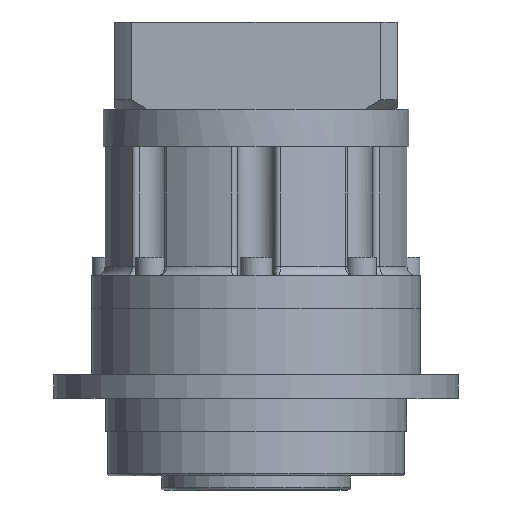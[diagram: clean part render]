
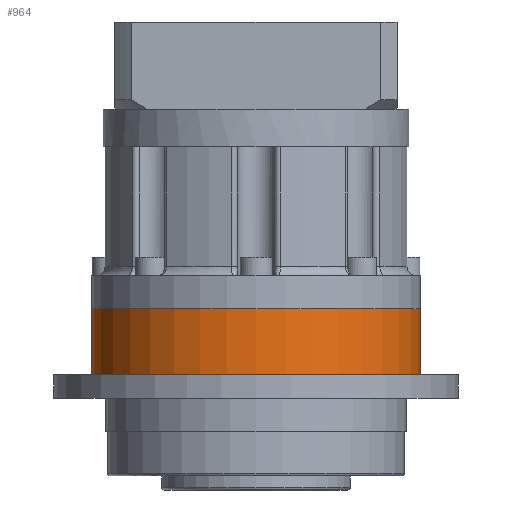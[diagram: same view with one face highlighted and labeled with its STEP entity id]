
A CAD part, front view. The second image highlights one B-rep face of the part: STEP entity #964.
In plain terms, the highlighted cylindrical face has radius 35 mm (diameter 70 mm), a partial arc.
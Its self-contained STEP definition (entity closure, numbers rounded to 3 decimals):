
#43 = CIRCLE ( 'NONE', #2192, 35. ) ;
#477 = AXIS2_PLACEMENT_3D ( 'NONE', #12016, #5969, #13035 ) ;
#964 = ADVANCED_FACE ( 'NONE', ( #11236 ), #8244, .T. ) ;
#1666 = VECTOR ( 'NONE', #7686, 1000. ) ;
#1923 = AXIS2_PLACEMENT_3D ( 'NONE', #11611, #2477, #10568 ) ;
#2036 = CARTESIAN_POINT ( 'NONE',  ( 35., 0., -56.5 ) ) ;
#2184 = VERTEX_POINT ( 'NONE', #4697 ) ;
#2192 = AXIS2_PLACEMENT_3D ( 'NONE', #9870, #3796, #10881 ) ;
#2281 = ORIENTED_EDGE ( 'NONE', *, *, #12742, .F. ) ;
#2477 = DIRECTION ( 'NONE',  ( 0., 0., 1. ) ) ;
#3532 = DIRECTION ( 'NONE',  ( 0., 0., 1. ) ) ;
#3796 = DIRECTION ( 'NONE',  ( 0., 0., -1. ) ) ;
#3848 = VERTEX_POINT ( 'NONE', #2036 ) ;
#4024 = ORIENTED_EDGE ( 'NONE', *, *, #9083, .T. ) ;
#4283 = VERTEX_POINT ( 'NONE', #7740 ) ;
#4424 = EDGE_CURVE ( 'NONE', #6734, #4283, #6656, .T. ) ;
#4666 = LINE ( 'NONE', #6646, #1666 ) ;
#4697 = CARTESIAN_POINT ( 'NONE',  ( -35., 0., -56.5 ) ) ;
#5635 = LINE ( 'NONE', #6576, #8339 ) ;
#5969 = DIRECTION ( 'NONE',  ( 0., 0., 1. ) ) ;
#6011 = ORIENTED_EDGE ( 'NONE', *, *, #7662, .F. ) ;
#6576 = CARTESIAN_POINT ( 'NONE',  ( -35., 0., -56.5 ) ) ;
#6646 = CARTESIAN_POINT ( 'NONE',  ( 35., 0., -56.5 ) ) ;
#6656 = CIRCLE ( 'NONE', #477, 35. ) ;
#6734 = VERTEX_POINT ( 'NONE', #10102 ) ;
#7597 = ORIENTED_EDGE ( 'NONE', *, *, #4424, .F. ) ;
#7662 = EDGE_CURVE ( 'NONE', #2184, #6734, #5635, .T. ) ;
#7686 = DIRECTION ( 'NONE',  ( 0., 0., 1. ) ) ;
#7740 = CARTESIAN_POINT ( 'NONE',  ( 35., 0., -42.5 ) ) ;
#8244 = CYLINDRICAL_SURFACE ( 'NONE', #1923, 35. ) ;
#8339 = VECTOR ( 'NONE', #3532, 1000. ) ;
#9083 = EDGE_CURVE ( 'NONE', #3848, #4283, #4666, .T. ) ;
#9870 = CARTESIAN_POINT ( 'NONE',  ( 0., 0., -56.5 ) ) ;
#10102 = CARTESIAN_POINT ( 'NONE',  ( -35., 0., -42.5 ) ) ;
#10568 = DIRECTION ( 'NONE',  ( 1., 0., 0. ) ) ;
#10881 = DIRECTION ( 'NONE',  ( -1., 0., 0. ) ) ;
#11236 = FACE_OUTER_BOUND ( 'NONE', #11947, .T. ) ;
#11611 = CARTESIAN_POINT ( 'NONE',  ( 0., 0., -56.5 ) ) ;
#11947 = EDGE_LOOP ( 'NONE', ( #6011, #2281, #4024, #7597 ) ) ;
#12016 = CARTESIAN_POINT ( 'NONE',  ( 0., 0., -42.5 ) ) ;
#12742 = EDGE_CURVE ( 'NONE', #3848, #2184, #43, .T. ) ;
#13035 = DIRECTION ( 'NONE',  ( 1., 0., 0. ) ) ;
